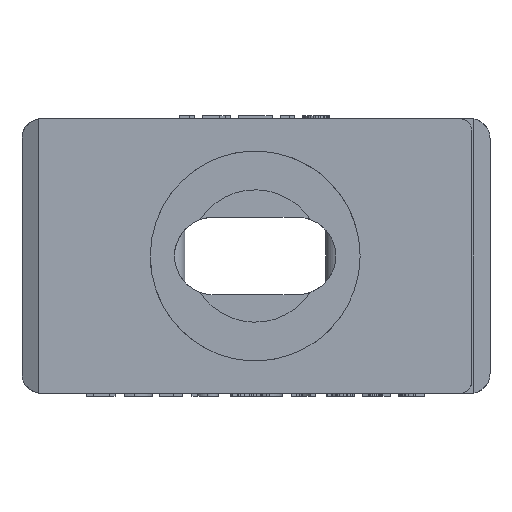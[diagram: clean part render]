
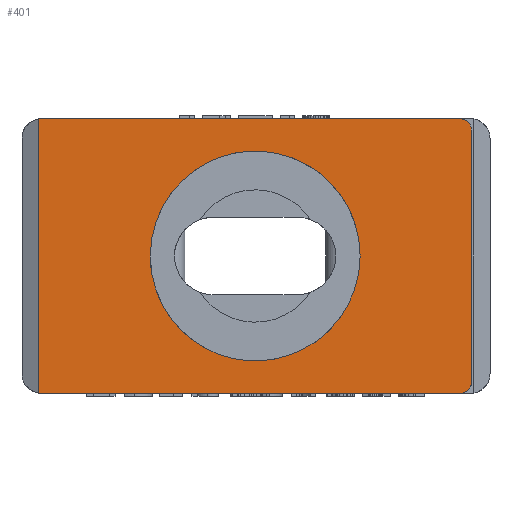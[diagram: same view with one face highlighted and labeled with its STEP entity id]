
A CAD part, front view. The second image highlights one B-rep face of the part: STEP entity #401.
In plain terms, the highlighted planar face has unit normal (0, -1, 0).
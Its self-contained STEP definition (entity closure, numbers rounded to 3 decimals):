
#21=FACE_BOUND('',#2081,.T.);
#401=ADVANCED_FACE('',(#1237,#21),#13892,.T.);
#1237=FACE_OUTER_BOUND('',#2080,.T.);
#2080=EDGE_LOOP('',(#4307,#4308,#4309,#4310,#4311,#4312,#4313,#4314));
#2081=EDGE_LOOP('',(#4315,#4316));
#4307=ORIENTED_EDGE('',*,*,#7429,.T.);
#4308=ORIENTED_EDGE('',*,*,#7433,.T.);
#4309=ORIENTED_EDGE('',*,*,#7415,.T.);
#4310=ORIENTED_EDGE('',*,*,#8150,.T.);
#4311=ORIENTED_EDGE('',*,*,#7257,.T.);
#4312=ORIENTED_EDGE('',*,*,#7253,.T.);
#4313=ORIENTED_EDGE('',*,*,#7252,.T.);
#4314=ORIENTED_EDGE('',*,*,#8188,.T.);
#4315=ORIENTED_EDGE('',*,*,#7583,.T.);
#4316=ORIENTED_EDGE('',*,*,#7687,.T.);
#7252=EDGE_CURVE('',#11954,#11909,#9524,.T.);
#7253=EDGE_CURVE('',#11956,#11954,#10406,.T.);
#7257=EDGE_CURVE('',#11867,#11956,#9525,.T.);
#7415=EDGE_CURVE('',#12041,#11868,#9578,.T.);
#7429=EDGE_CURVE('',#11953,#12049,#9583,.T.);
#7433=EDGE_CURVE('',#12049,#12041,#10527,.T.);
#7583=EDGE_CURVE('',#12154,#12153,#9650,.T.);
#7687=EDGE_CURVE('',#12153,#12154,#9676,.T.);
#8150=EDGE_CURVE('',#11868,#11867,#9851,.T.);
#8188=EDGE_CURVE('',#11909,#11953,#9871,.T.);
#9524=(
BOUNDED_CURVE()
B_SPLINE_CURVE(2,(#29021,#29022,#29023),.UNSPECIFIED.,.F.,.F.)
B_SPLINE_CURVE_WITH_KNOTS((3,3),(0.,1.1),.UNSPECIFIED.)
CURVE()
GEOMETRIC_REPRESENTATION_ITEM()
RATIONAL_B_SPLINE_CURVE((1.,0.707,1.))
REPRESENTATION_ITEM('')
);
#9525=(
BOUNDED_CURVE()
B_SPLINE_CURVE(2,(#29037,#29038,#29039),.UNSPECIFIED.,.F.,.F.)
B_SPLINE_CURVE_WITH_KNOTS((3,3),(0.,1.1),.UNSPECIFIED.)
CURVE()
GEOMETRIC_REPRESENTATION_ITEM()
RATIONAL_B_SPLINE_CURVE((1.,0.707,1.))
REPRESENTATION_ITEM('')
);
#9578=(
BOUNDED_CURVE()
B_SPLINE_CURVE(2,(#29470,#29471,#29472),.UNSPECIFIED.,.F.,.F.)
B_SPLINE_CURVE_WITH_KNOTS((3,3),(0.,0.15),.UNSPECIFIED.)
CURVE()
GEOMETRIC_REPRESENTATION_ITEM()
RATIONAL_B_SPLINE_CURVE((1.,0.998,1.))
REPRESENTATION_ITEM('')
);
#9583=(
BOUNDED_CURVE()
B_SPLINE_CURVE(2,(#29516,#29517,#29518),.UNSPECIFIED.,.F.,.F.)
B_SPLINE_CURVE_WITH_KNOTS((3,3),(0.,0.15),.UNSPECIFIED.)
CURVE()
GEOMETRIC_REPRESENTATION_ITEM()
RATIONAL_B_SPLINE_CURVE((1.,0.998,1.))
REPRESENTATION_ITEM('')
);
#9650=(
BOUNDED_CURVE()
B_SPLINE_CURVE(2,(#30007,#30008,#30009,#30010,#30011),.UNSPECIFIED.,.F.,
 .F.)
B_SPLINE_CURVE_WITH_KNOTS((3,2,3),(-20.42,-10.21,
0.),.UNSPECIFIED.)
CURVE()
GEOMETRIC_REPRESENTATION_ITEM()
RATIONAL_B_SPLINE_CURVE((1.,0.707,1.,0.707,1.))
REPRESENTATION_ITEM('')
);
#9676=(
BOUNDED_CURVE()
B_SPLINE_CURVE(2,(#30395,#30396,#30397,#30398,#30399),.UNSPECIFIED.,.F.,
 .F.)
B_SPLINE_CURVE_WITH_KNOTS((3,2,3),(-20.42,-10.21,
0.),.UNSPECIFIED.)
CURVE()
GEOMETRIC_REPRESENTATION_ITEM()
RATIONAL_B_SPLINE_CURVE((1.,0.707,1.,0.707,1.))
REPRESENTATION_ITEM('')
);
#9851=(
BOUNDED_CURVE()
B_SPLINE_CURVE(3,(#32116,#32117,#32118,#32119,#32120,#32121,#32122,#32123,
#32124,#32125),.UNSPECIFIED.,.F.,.F.)
B_SPLINE_CURVE_WITH_KNOTS((4,3,3,4),(-1051.703,-1038.753,
-1038.153,-1025.753),.UNSPECIFIED.)
CURVE()
GEOMETRIC_REPRESENTATION_ITEM()
RATIONAL_B_SPLINE_CURVE((1.,1.,1.,1.,
1.,1.,1.,1.,1.,
1.))
REPRESENTATION_ITEM('')
);
#9871=(
BOUNDED_CURVE()
B_SPLINE_CURVE(3,(#32253,#32254,#32255,#32256,#32257,#32258,#32259,#32260,
#32261,#32262),.UNSPECIFIED.,.F.,.F.)
B_SPLINE_CURVE_WITH_KNOTS((4,3,3,4),(-1045.592,-1033.192,
-1032.592,-1019.642),.UNSPECIFIED.)
CURVE()
GEOMETRIC_REPRESENTATION_ITEM()
RATIONAL_B_SPLINE_CURVE((1.,1.,1.,1.,
1.,1.,1.,1.,
1.,1.))
REPRESENTATION_ITEM('')
);
#10406=B_SPLINE_CURVE_WITH_KNOTS('',1,(#29024,#29025),.UNSPECIFIED.,.F.,
 .F.,(2,2),(0.,15.6),.UNSPECIFIED.);
#10527=B_SPLINE_CURVE_WITH_KNOTS('',1,(#29530,#29531),.UNSPECIFIED.,.F.,
 .F.,(2,2),(-16.981,0.),.UNSPECIFIED.);
#11867=VERTEX_POINT('',#27340);
#11868=VERTEX_POINT('',#27341);
#11909=VERTEX_POINT('',#27382);
#11953=VERTEX_POINT('',#27426);
#11954=VERTEX_POINT('',#27427);
#11956=VERTEX_POINT('',#27429);
#12041=VERTEX_POINT('',#27514);
#12049=VERTEX_POINT('',#27522);
#12153=VERTEX_POINT('',#27626);
#12154=VERTEX_POINT('',#27627);
#13892=PLANE('',#14401);
#14401=AXIS2_PLACEMENT_3D('',#22689,#14777,$);
#14777=DIRECTION('',(0.,-1.,0.));
#22689=CARTESIAN_POINT('',(-16.092,0.,-10.572));
#27340=CARTESIAN_POINT('',(12.7,0.,-8.5));
#27341=CARTESIAN_POINT('',(-13.25,0.,-8.5));
#27382=CARTESIAN_POINT('',(12.7,0.,8.5));
#27426=CARTESIAN_POINT('',(-13.25,0.,8.5));
#27427=CARTESIAN_POINT('',(13.4,0.,7.8));
#27429=CARTESIAN_POINT('',(13.4,0.,-7.8));
#27514=CARTESIAN_POINT('',(-13.4,0.,-8.491));
#27522=CARTESIAN_POINT('',(-13.4,0.,8.491));
#27626=CARTESIAN_POINT('',(6.5,0.,0.));
#27627=CARTESIAN_POINT('',(-6.5,0.,0.));
#29021=CARTESIAN_POINT('',(13.4,0.,7.8));
#29022=CARTESIAN_POINT('',(13.4,0.,8.5));
#29023=CARTESIAN_POINT('',(12.7,0.,8.5));
#29024=CARTESIAN_POINT('',(13.4,0.,-7.8));
#29025=CARTESIAN_POINT('',(13.4,0.,7.8));
#29037=CARTESIAN_POINT('',(12.7,0.,-8.5));
#29038=CARTESIAN_POINT('',(13.4,0.,-8.5));
#29039=CARTESIAN_POINT('',(13.4,0.,-7.8));
#29470=CARTESIAN_POINT('',(-13.4,0.,-8.491));
#29471=CARTESIAN_POINT('',(-13.325,0.,-8.5));
#29472=CARTESIAN_POINT('',(-13.25,0.,-8.5));
#29516=CARTESIAN_POINT('',(-13.25,0.,8.5));
#29517=CARTESIAN_POINT('',(-13.325,0.,8.5));
#29518=CARTESIAN_POINT('',(-13.4,0.,8.491));
#29530=CARTESIAN_POINT('',(-13.4,0.,8.491));
#29531=CARTESIAN_POINT('',(-13.4,0.,-8.491));
#30007=CARTESIAN_POINT('',(-6.5,0.,0.));
#30008=CARTESIAN_POINT('',(-6.5,0.,6.5));
#30009=CARTESIAN_POINT('',(0.,0.,6.5));
#30010=CARTESIAN_POINT('',(6.5,0.,6.5));
#30011=CARTESIAN_POINT('',(6.5,0.,0.));
#30395=CARTESIAN_POINT('',(6.5,0.,0.));
#30396=CARTESIAN_POINT('',(6.5,0.,-6.5));
#30397=CARTESIAN_POINT('',(0.,0.,-6.5));
#30398=CARTESIAN_POINT('',(-6.5,0.,-6.5));
#30399=CARTESIAN_POINT('',(-6.5,0.,0.));
#32116=CARTESIAN_POINT('',(-13.25,0.,-8.5));
#32117=CARTESIAN_POINT('',(-8.933,0.,-8.5));
#32118=CARTESIAN_POINT('',(-4.617,0.,-8.5));
#32119=CARTESIAN_POINT('',(-0.3,0.,-8.5));
#32120=CARTESIAN_POINT('',(-0.1,0.,-8.5));
#32121=CARTESIAN_POINT('',(0.1,0.,-8.5));
#32122=CARTESIAN_POINT('',(0.3,0.,-8.5));
#32123=CARTESIAN_POINT('',(4.433,0.,-8.5));
#32124=CARTESIAN_POINT('',(8.567,0.,-8.5));
#32125=CARTESIAN_POINT('',(12.7,0.,-8.5));
#32253=CARTESIAN_POINT('',(12.7,0.,8.5));
#32254=CARTESIAN_POINT('',(8.567,0.,8.5));
#32255=CARTESIAN_POINT('',(4.433,0.,8.5));
#32256=CARTESIAN_POINT('',(0.3,0.,8.5));
#32257=CARTESIAN_POINT('',(0.1,0.,8.5));
#32258=CARTESIAN_POINT('',(-0.1,0.,8.5));
#32259=CARTESIAN_POINT('',(-0.3,0.,8.5));
#32260=CARTESIAN_POINT('',(-4.617,0.,8.5));
#32261=CARTESIAN_POINT('',(-8.933,0.,8.5));
#32262=CARTESIAN_POINT('',(-13.25,0.,8.5));
